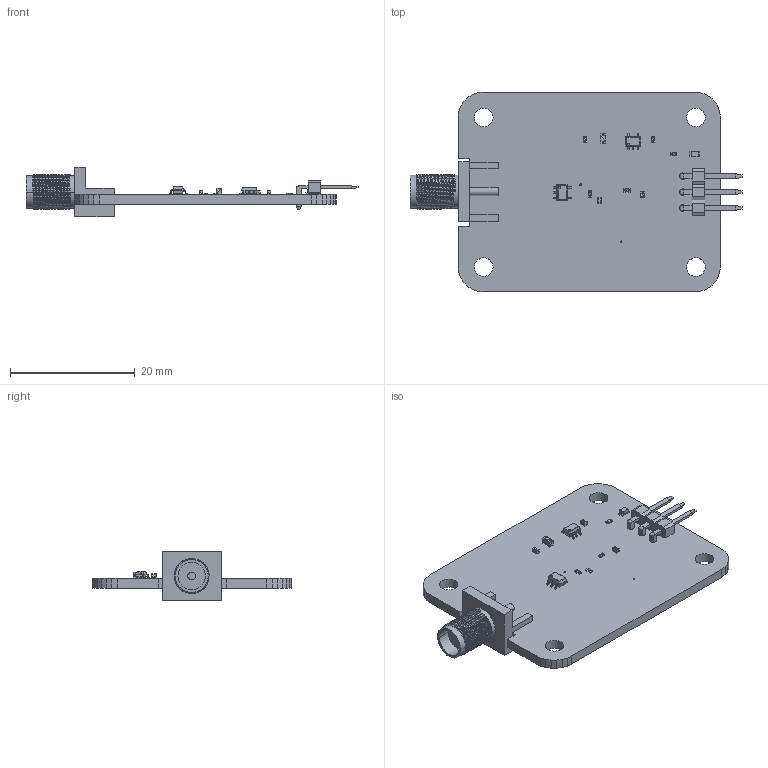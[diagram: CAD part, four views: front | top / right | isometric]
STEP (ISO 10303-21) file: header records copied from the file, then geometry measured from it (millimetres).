
FILE_DESCRIPTION(('for SolidWorks'),'2;1');
FILE_NAME('DO-Gravity.step','2023-10-24T15:01:57',('Efrem-PC'),( ''),'Open CASCADE STEP processor 6.6','DipTrace','Unknown');
FILE_SCHEMA(('AUTOMOTIVE_DESIGN { 1 0 10303 214 1 1 1 1 }'));
Length unit declared in the file: millimetre
Products named in the file (10): PCB_DO-Gravity; Board_DO-Gravity; hdr-1x3th_1.27_4x5; sot353v1; apt1608; SMA_edge_mount; cap_0402; cap_0603; res_0402
Assembly tree (14 placements, depth 2):
  PCB_DO-Gravity
    Board_DO-Gravity
    hdr-1x3th_1.27_4x5
    sot353v1
    sot353v1
    apt1608
    SMA_edge_mount
    cap_0402  x3
    cap_0603
    res_0402  x4
Bounding box: 53.22 x 32 x 8 mm (x, y, z)
Volume: 2356.2 mm3; surface area: 3671.4 mm2
Topology: 10 solids, 28 shells, 1701 faces, 3314 edges, 1694 vertices
Faces by surface type: plane 1303, bspline 287, cylinder 111
Full cylindrical faces by diameter (mm): 0.2 x1, 0.3 x1, 0.36 x1, 0.39 x1, 1.05 x3, 3 x4
Entity records: 45222 total; most frequent: CARTESIAN_POINT 16786, ORIENTED_EDGE 4736, DIRECTION 3301, EDGE_CURVE 2368, LINE 1495, VECTOR 1495, VERTEX_POINT 1374, FACE_BOUND 1140
